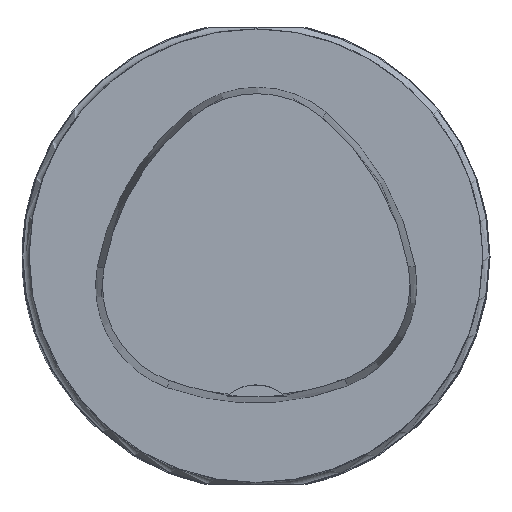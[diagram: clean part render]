
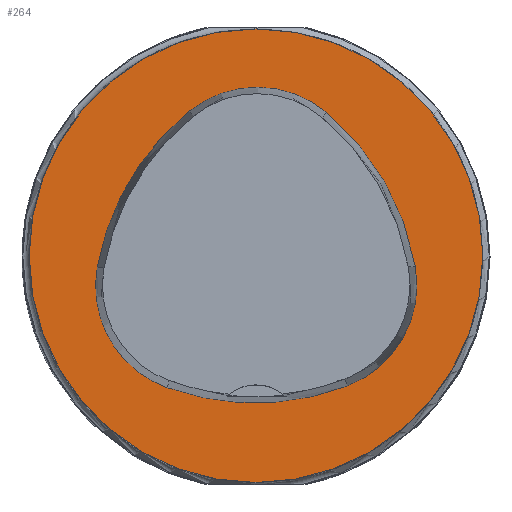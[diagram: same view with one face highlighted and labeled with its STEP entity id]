
A CAD part, top view. The second image highlights one B-rep face of the part: STEP entity #264.
In plain terms, the highlighted planar face has unit normal (0, 0, 1).
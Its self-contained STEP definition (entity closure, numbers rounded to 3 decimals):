
#158=FACE_BOUND('',#425,.T.);
#159=FACE_BOUND('',#426,.T.);
#264=ADVANCED_FACE('',(#158,#159),#339,.T.);
#339=PLANE('',#1171);
#425=EDGE_LOOP('',(#606,#607,#608,#609,#610,#611));
#426=EDGE_LOOP('',(#612));
#606=ORIENTED_EDGE('',*,*,#932,.T.);
#607=ORIENTED_EDGE('',*,*,#912,.T.);
#608=ORIENTED_EDGE('',*,*,#916,.T.);
#609=ORIENTED_EDGE('',*,*,#919,.T.);
#610=ORIENTED_EDGE('',*,*,#922,.T.);
#611=ORIENTED_EDGE('',*,*,#930,.T.);
#612=ORIENTED_EDGE('',*,*,#903,.F.);
#805=VERTEX_POINT('',#1722);
#814=VERTEX_POINT('',#1741);
#815=VERTEX_POINT('',#1742);
#818=VERTEX_POINT('',#1750);
#820=VERTEX_POINT('',#1756);
#822=VERTEX_POINT('',#1762);
#829=VERTEX_POINT('',#1783);
#903=EDGE_CURVE('',#805,#805,#1017,.T.);
#912=EDGE_CURVE('',#814,#815,#1018,.T.);
#916=EDGE_CURVE('',#815,#818,#1020,.T.);
#919=EDGE_CURVE('',#818,#820,#1022,.T.);
#922=EDGE_CURVE('',#820,#822,#1024,.T.);
#930=EDGE_CURVE('',#822,#829,#1028,.T.);
#932=EDGE_CURVE('',#829,#814,#1030,.T.);
#1017=CIRCLE('',#1143,31.5);
#1018=CIRCLE('',#1149,36.);
#1020=CIRCLE('',#1152,15.);
#1022=CIRCLE('',#1155,36.);
#1024=CIRCLE('',#1158,15.);
#1028=CIRCLE('',#1163,36.);
#1030=CIRCLE('',#1166,15.);
#1143=AXIS2_PLACEMENT_3D('',#1721,#1340,#1341);
#1149=AXIS2_PLACEMENT_3D('',#1740,#1356,#1357);
#1152=AXIS2_PLACEMENT_3D('',#1749,#1364,#1365);
#1155=AXIS2_PLACEMENT_3D('',#1755,#1371,#1372);
#1158=AXIS2_PLACEMENT_3D('',#1761,#1378,#1379);
#1163=AXIS2_PLACEMENT_3D('',#1784,#1390,#1391);
#1166=AXIS2_PLACEMENT_3D('',#1787,#1396,#1397);
#1171=AXIS2_PLACEMENT_3D('',#1792,#1406,#1407);
#1340=DIRECTION('',(0.,0.,-1.));
#1341=DIRECTION('',(-1.,0.,0.));
#1356=DIRECTION('',(0.,0.,-1.));
#1357=DIRECTION('',(-1.,0.,0.));
#1364=DIRECTION('',(0.,0.,-1.));
#1365=DIRECTION('',(-1.,0.,0.));
#1371=DIRECTION('',(0.,0.,-1.));
#1372=DIRECTION('',(-1.,0.,0.));
#1378=DIRECTION('',(0.,0.,-1.));
#1379=DIRECTION('',(-1.,0.,0.));
#1390=DIRECTION('',(0.,0.,-1.));
#1391=DIRECTION('',(-1.,0.,0.));
#1396=DIRECTION('',(0.,0.,-1.));
#1397=DIRECTION('',(-1.,0.,0.));
#1406=DIRECTION('',(0.,0.,1.));
#1407=DIRECTION('',(1.,0.,0.));
#1721=CARTESIAN_POINT('',(0.,0.,0.));
#1722=CARTESIAN_POINT('',(-31.5,0.,0.));
#1740=CARTESIAN_POINT('',(13.398,-7.893,0.));
#1741=CARTESIAN_POINT('',(-22.041,-1.562,0.));
#1742=CARTESIAN_POINT('',(-9.317,20.036,0.));
#1749=CARTESIAN_POINT('',(0.148,8.399,0.));
#1750=CARTESIAN_POINT('',(9.779,19.898,0.));
#1755=CARTESIAN_POINT('',(-13.337,-7.7,0.));
#1756=CARTESIAN_POINT('',(22.122,-1.48,0.));
#1761=CARTESIAN_POINT('',(7.347,-4.071,0.));
#1762=CARTESIAN_POINT('',(12.693,-18.087,0.));
#1783=CARTESIAN_POINT('',(-12.373,-18.307,0.));
#1784=CARTESIAN_POINT('',(-0.137,15.55,0.));
#1787=CARTESIAN_POINT('',(-7.275,-4.2,0.));
#1792=CARTESIAN_POINT('',(0.,0.,0.));
